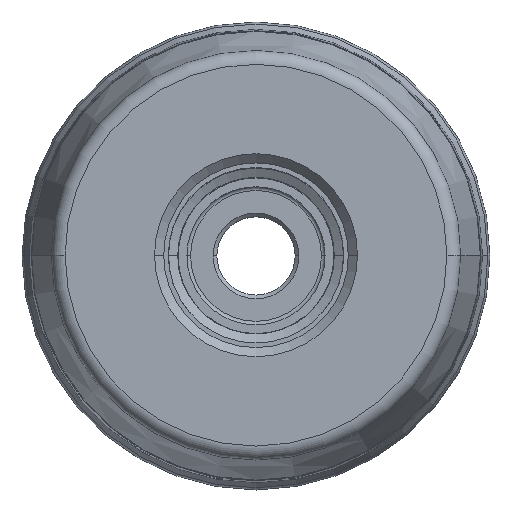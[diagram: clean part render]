
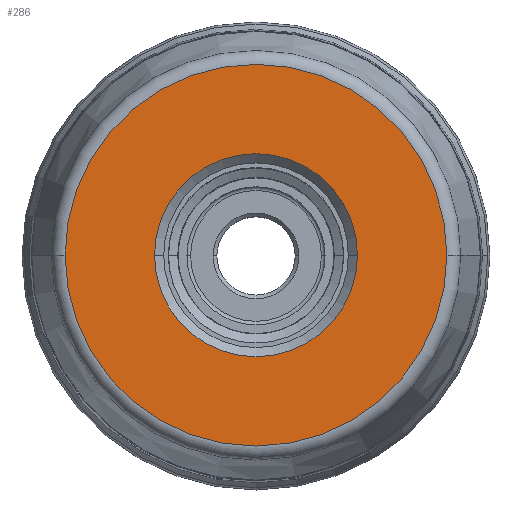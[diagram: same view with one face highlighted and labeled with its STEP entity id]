
A CAD part, top view. The second image highlights one B-rep face of the part: STEP entity #286.
In plain terms, the highlighted planar face has unit normal (0, 0, 1).
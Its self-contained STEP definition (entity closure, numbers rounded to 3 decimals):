
#30=PLANE('',#2628);
#39=FACE_BOUND('',#569,.T.);
#40=FACE_BOUND('',#570,.T.);
#286=ADVANCED_FACE('',(#39,#40),#30,.F.);
#569=EDGE_LOOP('',(#1021,#1022,#1023,#1024));
#570=EDGE_LOOP('',(#1025,#1026,#1027,#1028));
#1021=ORIENTED_EDGE('',*,*,#1656,.F.);
#1022=ORIENTED_EDGE('',*,*,#1662,.F.);
#1023=ORIENTED_EDGE('',*,*,#1661,.T.);
#1024=ORIENTED_EDGE('',*,*,#1657,.T.);
#1025=ORIENTED_EDGE('',*,*,#1663,.T.);
#1026=ORIENTED_EDGE('',*,*,#1664,.T.);
#1027=ORIENTED_EDGE('',*,*,#1665,.T.);
#1028=ORIENTED_EDGE('',*,*,#1666,.T.);
#1374=VERTEX_POINT('',#5260);
#1375=VERTEX_POINT('',#5262);
#1376=VERTEX_POINT('',#5264);
#1378=VERTEX_POINT('',#5271);
#1379=VERTEX_POINT('',#5275);
#1380=VERTEX_POINT('',#5276);
#1381=VERTEX_POINT('',#5278);
#1382=VERTEX_POINT('',#5280);
#1656=EDGE_CURVE('',#1374,#1375,#2015,.T.);
#1657=EDGE_CURVE('',#1376,#1375,#2016,.T.);
#1661=EDGE_CURVE('',#1378,#1376,#2020,.T.);
#1662=EDGE_CURVE('',#1378,#1374,#2021,.T.);
#1663=EDGE_CURVE('',#1379,#1380,#2022,.T.);
#1664=EDGE_CURVE('',#1380,#1381,#2023,.T.);
#1665=EDGE_CURVE('',#1381,#1382,#2024,.T.);
#1666=EDGE_CURVE('',#1382,#1379,#2025,.T.);
#2015=CIRCLE('',#2615,20.725);
#2016=CIRCLE('',#2616,20.725);
#2020=CIRCLE('',#2621,20.725);
#2021=CIRCLE('',#2622,20.725);
#2022=CIRCLE('',#2624,11.025);
#2023=CIRCLE('',#2625,11.025);
#2024=CIRCLE('',#2626,11.025);
#2025=CIRCLE('',#2627,11.025);
#2615=AXIS2_PLACEMENT_3D('',#5261,#3237,#3238);
#2616=AXIS2_PLACEMENT_3D('',#5263,#3239,#3240);
#2621=AXIS2_PLACEMENT_3D('',#5270,#3249,#3250);
#2622=AXIS2_PLACEMENT_3D('',#5272,#3251,#3252);
#2624=AXIS2_PLACEMENT_3D('',#5274,#3255,#3256);
#2625=AXIS2_PLACEMENT_3D('',#5277,#3257,#3258);
#2626=AXIS2_PLACEMENT_3D('',#5279,#3259,#3260);
#2627=AXIS2_PLACEMENT_3D('',#5281,#3261,#3262);
#2628=AXIS2_PLACEMENT_3D('',#5282,#3263,#3264);
#3237=DIRECTION('',(0.,0.,-1.));
#3238=DIRECTION('',(-1.,0.,0.));
#3239=DIRECTION('',(0.,0.,1.));
#3240=DIRECTION('',(1.,0.,0.));
#3249=DIRECTION('',(0.,0.,1.));
#3250=DIRECTION('',(1.,0.,0.));
#3251=DIRECTION('',(0.,0.,-1.));
#3252=DIRECTION('',(-1.,0.,0.));
#3255=DIRECTION('',(0.,0.,-1.));
#3256=DIRECTION('',(0.,-1.,0.));
#3257=DIRECTION('',(0.,0.,-1.));
#3258=DIRECTION('',(-1.,0.,0.));
#3259=DIRECTION('',(0.,0.,-1.));
#3260=DIRECTION('',(0.,1.,0.));
#3261=DIRECTION('',(0.,0.,-1.));
#3262=DIRECTION('',(1.,0.,0.));
#3263=DIRECTION('',(0.,0.,-1.));
#3264=DIRECTION('',(1.,0.,0.));
#5260=CARTESIAN_POINT('',(-20.725,0.,0.));
#5261=CARTESIAN_POINT('',(0.,0.,0.));
#5262=CARTESIAN_POINT('',(-20.725,0.02,0.));
#5263=CARTESIAN_POINT('',(0.,0.,0.));
#5264=CARTESIAN_POINT('',(20.725,0.,0.));
#5270=CARTESIAN_POINT('',(0.,0.,0.));
#5271=CARTESIAN_POINT('',(20.725,-0.02,0.));
#5272=CARTESIAN_POINT('',(0.,0.,0.));
#5274=CARTESIAN_POINT('',(0.,0.,0.));
#5275=CARTESIAN_POINT('',(0.,-11.025,0.));
#5276=CARTESIAN_POINT('',(-11.025,0.,0.));
#5277=CARTESIAN_POINT('',(0.,0.,0.));
#5278=CARTESIAN_POINT('',(0.,11.025,0.));
#5279=CARTESIAN_POINT('',(0.,0.,0.));
#5280=CARTESIAN_POINT('',(11.025,0.,0.));
#5281=CARTESIAN_POINT('',(0.,0.,0.));
#5282=CARTESIAN_POINT('',(0.,0.,0.));
